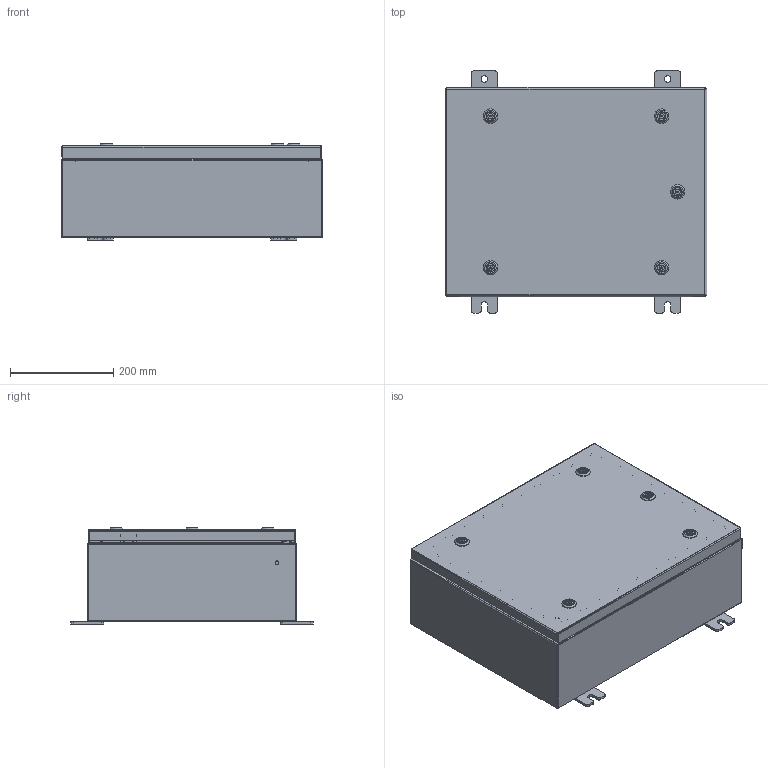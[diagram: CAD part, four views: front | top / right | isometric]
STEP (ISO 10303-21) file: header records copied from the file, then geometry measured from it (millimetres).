
FILE_DESCRIPTION (( 'STEP AP203' ), '1' );
FILE_NAME ('CHD162006WP.STEP', '2014-03-25T21:11:52', ( 'changeme' ), ( 'Microsoft' ), 'SwSTEP 2.0', 'SolidWorks 2013', '' );
FILE_SCHEMA (( 'CONFIG_CONTROL_DESIGN' ));
Length unit declared in the file: inch
Products named in the file (17): Nut-211301-IB-Industrilas_Nut-211301-IB-Industrilas; CHDSS162006WP Mounting Feet; Washer-221320-IB-Industrilas_Washer-221320-IB-Industrilas; Quarter-20 CD Stud; Screw-221320-IB-Industrilas_Screw-221320-IB-Industrilas; CHDSS162006WP Cover; Insert-221320-IB-Industrilas_Insert-221320-IB-Industrilas; CHDSS162006WP Body; HW-CLH-E5-8004_Cam-232112-U-Industrilas; CHDSS162006WP Bottom; HW-CLH-R001-0500_2412-026240-2445-Industrilas; CHDSS162006WP Top; CHD162006WP; Concealed Hinge enclosure side; CHDSS162006WP Backpanel; Housing-211301-IB-Industrilas_Housing-211301-IB-Industrilas; CHDSS162006WP Mounting Studs
Assembly tree (27 placements, depth 3):
  CHD162006WP
    CHDSS162006WP Backpanel
    CHDSS162006WP Mounting Studs  x4
    CHDSS162006WP Mounting Feet  x4
    Quarter-20 CD Stud  x2
    CHDSS162006WP Cover
    CHDSS162006WP Body
    CHDSS162006WP Bottom
    CHDSS162006WP Top
    Concealed Hinge enclosure side
    HW-CLH-R001-0500_2412-026240-2445-Industrilas  x5
      Housing-211301-IB-Industrilas_Housing-211301-IB-Industrilas
      Nut-211301-IB-Industrilas_Nut-211301-IB-Industrilas
      Washer-221320-IB-Industrilas_Washer-221320-IB-Industrilas
      Screw-221320-IB-Industrilas_Screw-221320-IB-Industrilas
      Insert-221320-IB-Industrilas_Insert-221320-IB-Industrilas
      HW-CLH-E5-8004_Cam-232112-U-Industrilas
Bounding box: 508 x 469.9 x 186.84 mm (x, y, z)
Volume: 2029609.9 mm3; surface area: 2001081.1 mm2
Topology: 46 solids, 46 shells, 4516 faces, 11409 edges, 6999 vertices
Faces by surface type: cylinder 1408, plane 1318, bspline 1053, cone 602, torus 100, sphere 35
Entity records: 61779 total; most frequent: CARTESIAN_POINT 34764, ORIENTED_EDGE 5674, DIRECTION 4609, EDGE_CURVE 2837, VERTEX_POINT 1727, AXIS2_PLACEMENT_3D 1720, EDGE_LOOP 1188, VECTOR 1169
